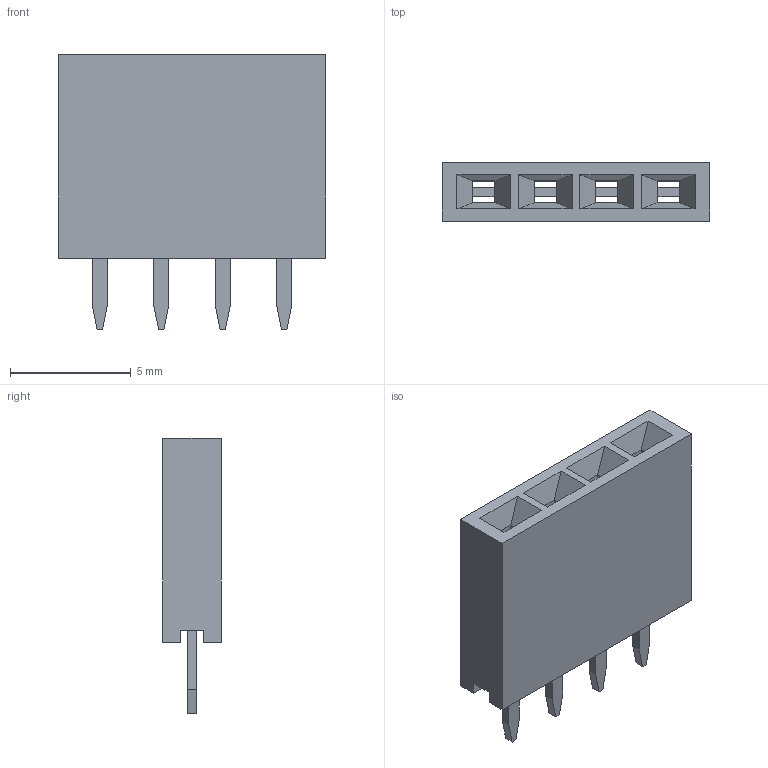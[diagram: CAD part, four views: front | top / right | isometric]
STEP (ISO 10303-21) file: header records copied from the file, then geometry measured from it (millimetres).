
FILE_DESCRIPTION(/* description */ (''),/* implementation_level */ '2;1');
FILE_NAME(/* name */ 'Pin_Female_1x4.stp',/* time_stamp */ '2018-07-15T22:28:44+02:00',/* author */ ('gabri'),/* organization */ (''),/* preprocessor_version */ 'ST-DEVELOPER v17',/* originating_system */ 'Autodesk Inventor 2019',/* authorisation */ '');
FILE_SCHEMA (('AUTOMOTIVE_DESIGN { 1 0 10303 214 3 1 1 }'));
Length unit declared in the file: millimetre
Products named in the file (1): Pin_Female_1x4
Bounding box: 11.07 x 2.42 x 11.38 mm (x, y, z)
Volume: 173.4 mm3; surface area: 617.8 mm2
Topology: 5 solids, 5 shells, 158 faces, 440 edges, 288 vertices
Faces by surface type: plane 158
Entity records: 5159 total; most frequent: CARTESIAN_POINT 887, ORIENTED_EDGE 880, DIRECTION 758, LINE 440, VECTOR 440, EDGE_CURVE 440, VERTEX_POINT 288, STYLED_ITEM 163
